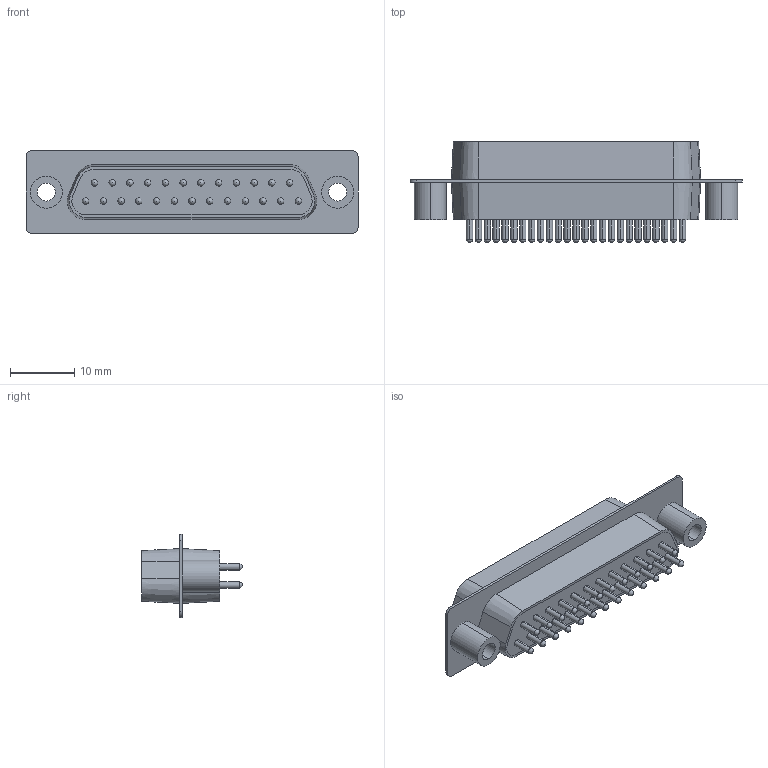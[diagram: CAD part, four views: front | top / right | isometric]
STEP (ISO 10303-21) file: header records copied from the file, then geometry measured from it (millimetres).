
FILE_DESCRIPTION (( 'STEP AP214' ), '1' );
FILE_NAME ('E9489ED3-C3A9-4E90-B917-8496346708AC.STEP', '2008-08-04T13:35:54', ( 'sysAdmin' ), ( 'SolidWorks' ), 'SwSTEP 2.0', 'SolidWorks 2008', '' );
FILE_SCHEMA (( 'AUTOMOTIVE_DESIGN' ));
Length unit declared in the file: millimetre
Products named in the file (1): E9489ED3-C3A9-4E90-B917-8496346708AC
Bounding box: 51.85 x 15.72 x 13 mm (x, y, z)
Volume: 3935.3 mm3; surface area: 3357.3 mm2
Topology: 1 solids, 1 shells, 256 faces, 619 edges, 396 vertices
Faces by surface type: cylinder 120, cone 58, plane 53, sphere 25
Entity records: 7687 total; most frequent: DIRECTION 1364, CARTESIAN_POINT 1147, ORIENTED_EDGE 1088, AXIS2_PLACEMENT_3D 563, EDGE_CURVE 544, VERTEX_POINT 346, EDGE_LOOP 316, CIRCLE 306
